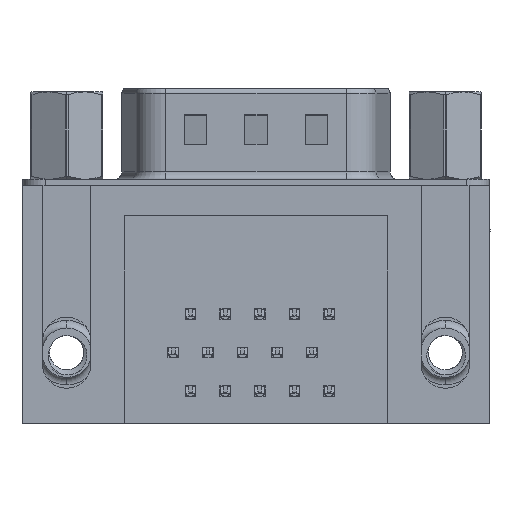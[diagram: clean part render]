
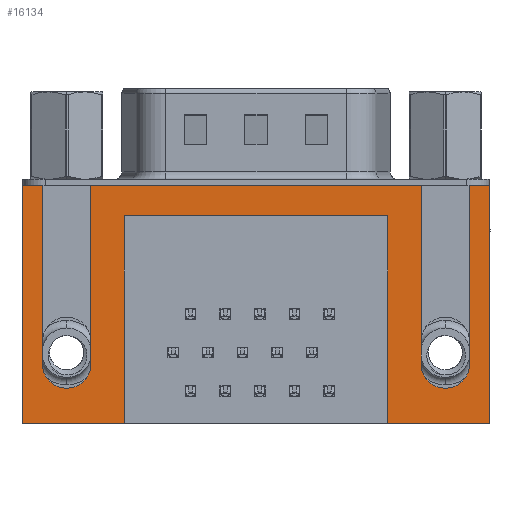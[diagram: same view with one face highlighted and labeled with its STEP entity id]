
A CAD part, front view. The second image highlights one B-rep face of the part: STEP entity #16134.
In plain terms, the highlighted planar face has unit normal (0, -1, 0).
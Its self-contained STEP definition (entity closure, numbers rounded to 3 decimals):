
#68 = VECTOR ( 'NONE', #25934, 1000. ) ;
#196 = CIRCLE ( 'NONE', #6065, 1.6 ) ;
#338 = VERTEX_POINT ( 'NONE', #10788 ) ;
#420 = EDGE_CURVE ( 'NONE', #1863, #20752, #12510, .T. ) ;
#761 = DIRECTION ( 'NONE',  ( 0., 0., -1. ) ) ;
#1019 = ORIENTED_EDGE ( 'NONE', *, *, #8777, .F. ) ;
#1210 = CARTESIAN_POINT ( 'NONE',  ( -2.91, -6.275, -2.5 ) ) ;
#1217 = CARTESIAN_POINT ( 'NONE',  ( 1.6, -6.275, -11.78 ) ) ;
#1409 = FACE_OUTER_BOUND ( 'NONE', #13964, .T. ) ;
#1863 = VERTEX_POINT ( 'NONE', #1864 ) ;
#1864 = CARTESIAN_POINT ( 'NONE',  ( -1.6, -6.275, 0. ) ) ;
#1896 = ORIENTED_EDGE ( 'NONE', *, *, #8327, .T. ) ;
#2447 = CARTESIAN_POINT ( 'NONE',  ( 0., -6.275, -13.38 ) ) ;
#2975 = CARTESIAN_POINT ( 'NONE',  ( 23.39, -6.275, 0. ) ) ;
#3269 = VERTEX_POINT ( 'NONE', #10882 ) ;
#3286 = EDGE_CURVE ( 'NONE', #20752, #10528, #4671, .T. ) ;
#3294 = DIRECTION ( 'NONE',  ( 0., 0., -1. ) ) ;
#3468 = VECTOR ( 'NONE', #22626, 1000. ) ;
#3800 = EDGE_CURVE ( 'NONE', #21516, #25518, #15292, .T. ) ;
#3886 = ORIENTED_EDGE ( 'NONE', *, *, #17342, .F. ) ;
#3999 = EDGE_CURVE ( 'NONE', #5157, #22211, #22195, .T. ) ;
#4012 = CARTESIAN_POINT ( 'NONE',  ( -2.91, -6.275, 0. ) ) ;
#4456 = CARTESIAN_POINT ( 'NONE',  ( 3.79, -6.275, -2. ) ) ;
#4671 = CIRCLE ( 'NONE', #13512, 1.6 ) ;
#4694 = VECTOR ( 'NONE', #21994, 1000. ) ;
#5116 = CARTESIAN_POINT ( 'NONE',  ( 21.2, -6.275, -2. ) ) ;
#5118 = DIRECTION ( 'NONE',  ( 0., -1., 0. ) ) ;
#5157 = VERTEX_POINT ( 'NONE', #6920 ) ;
#5209 = EDGE_CURVE ( 'NONE', #7243, #18730, #22144, .T. ) ;
#5252 = ORIENTED_EDGE ( 'NONE', *, *, #16804, .F. ) ;
#5499 = VECTOR ( 'NONE', #17328, 1000. ) ;
#5863 = EDGE_CURVE ( 'NONE', #18730, #24201, #14328, .T. ) ;
#6052 = CARTESIAN_POINT ( 'NONE',  ( 27.9, -6.275, -2.5 ) ) ;
#6065 = AXIS2_PLACEMENT_3D ( 'NONE', #23614, #11598, #25608 ) ;
#6141 = LINE ( 'NONE', #7241, #5499 ) ;
#6386 = ORIENTED_EDGE ( 'NONE', *, *, #3286, .F. ) ;
#6825 = EDGE_CURVE ( 'NONE', #3269, #21992, #6141, .T. ) ;
#6920 = CARTESIAN_POINT ( 'NONE',  ( 21.2, -6.275, -2. ) ) ;
#6925 = ORIENTED_EDGE ( 'NONE', *, *, #6825, .F. ) ;
#7003 = CARTESIAN_POINT ( 'NONE',  ( 23.39, -6.275, 0. ) ) ;
#7197 = VECTOR ( 'NONE', #12275, 1000. ) ;
#7241 = CARTESIAN_POINT ( 'NONE',  ( 27.9, -6.275, -15.7 ) ) ;
#7243 = VERTEX_POINT ( 'NONE', #2975 ) ;
#7261 = CARTESIAN_POINT ( 'NONE',  ( 26.59, -6.275, -11.78 ) ) ;
#7312 = DIRECTION ( 'NONE',  ( 1., 0., 0. ) ) ;
#7869 = CARTESIAN_POINT ( 'NONE',  ( 24.99, -6.275, -13.38 ) ) ;
#8067 = VERTEX_POINT ( 'NONE', #13390 ) ;
#8270 = LINE ( 'NONE', #6052, #12953 ) ;
#8327 = EDGE_CURVE ( 'NONE', #338, #8067, #8270, .T. ) ;
#8395 = ORIENTED_EDGE ( 'NONE', *, *, #14261, .F. ) ;
#8469 = CARTESIAN_POINT ( 'NONE',  ( 26.59, -6.275, 0. ) ) ;
#8579 = DIRECTION ( 'NONE',  ( -1., 0., 0. ) ) ;
#8777 = EDGE_CURVE ( 'NONE', #10528, #25161, #14837, .T. ) ;
#8957 = DIRECTION ( 'NONE',  ( 0., -1., 0. ) ) ;
#9254 = DIRECTION ( 'NONE',  ( 0., 0., 1. ) ) ;
#9286 = PLANE ( 'NONE',  #25861 ) ;
#9806 = ORIENTED_EDGE ( 'NONE', *, *, #5209, .F. ) ;
#9912 = EDGE_CURVE ( 'NONE', #24722, #7243, #15500, .T. ) ;
#10240 = EDGE_CURVE ( 'NONE', #338, #23722, #15179, .T. ) ;
#10477 = VECTOR ( 'NONE', #21703, 1000. ) ;
#10528 = VERTEX_POINT ( 'NONE', #2447 ) ;
#10701 = CARTESIAN_POINT ( 'NONE',  ( 24.99, -6.275, -11.78 ) ) ;
#10788 = CARTESIAN_POINT ( 'NONE',  ( 27.9, -6.275, -15.7 ) ) ;
#10882 = CARTESIAN_POINT ( 'NONE',  ( 3.79, -6.275, -15.7 ) ) ;
#11170 = CARTESIAN_POINT ( 'NONE',  ( -1.6, -6.275, -11.78 ) ) ;
#11598 = DIRECTION ( 'NONE',  ( 0., -1., 0. ) ) ;
#11702 = CARTESIAN_POINT ( 'NONE',  ( 27.9, -6.275, -15.7 ) ) ;
#11846 = CARTESIAN_POINT ( 'NONE',  ( 1.6, -6.275, 0. ) ) ;
#12096 = VECTOR ( 'NONE', #18991, 1000. ) ;
#12162 = ORIENTED_EDGE ( 'NONE', *, *, #420, .F. ) ;
#12267 = EDGE_CURVE ( 'NONE', #25518, #8067, #23881, .T. ) ;
#12275 = DIRECTION ( 'NONE',  ( 0., 0., -1. ) ) ;
#12361 = CARTESIAN_POINT ( 'NONE',  ( -1.6, -6.275, 0. ) ) ;
#12510 = LINE ( 'NONE', #12361, #7197 ) ;
#12697 = DIRECTION ( 'NONE',  ( 0., 0., 1. ) ) ;
#12766 = CARTESIAN_POINT ( 'NONE',  ( -2.91, -6.275, 0. ) ) ;
#12953 = VECTOR ( 'NONE', #20055, 1000. ) ;
#13130 = ORIENTED_EDGE ( 'NONE', *, *, #10240, .F. ) ;
#13209 = VECTOR ( 'NONE', #7312, 1000. ) ;
#13390 = CARTESIAN_POINT ( 'NONE',  ( 27.9, -6.275, 0. ) ) ;
#13512 = AXIS2_PLACEMENT_3D ( 'NONE', #20955, #8957, #22966 ) ;
#13539 = ORIENTED_EDGE ( 'NONE', *, *, #25407, .F. ) ;
#13964 = EDGE_LOOP ( 'NONE', ( #22919, #8395, #21254, #9806, #17600, #3886, #1019, #6386, #12162, #13539, #14653, #6925, #17427, #25097, #5252, #13130, #1896, #19762 ) ) ;
#14261 = EDGE_CURVE ( 'NONE', #24201, #21516, #196, .T. ) ;
#14328 = CIRCLE ( 'NONE', #23453, 1.6 ) ;
#14653 = ORIENTED_EDGE ( 'NONE', *, *, #23770, .F. ) ;
#14799 = DIRECTION ( 'NONE',  ( 1., 0., 0. ) ) ;
#14837 = CIRCLE ( 'NONE', #22256, 1.6 ) ;
#15179 = LINE ( 'NONE', #11702, #10477 ) ;
#15292 = LINE ( 'NONE', #20144, #25311 ) ;
#15330 = DIRECTION ( 'NONE',  ( 0., -1., 0. ) ) ;
#15500 = LINE ( 'NONE', #12766, #16135 ) ;
#15586 = VECTOR ( 'NONE', #9254, 1000. ) ;
#16134 = ADVANCED_FACE ( 'NONE', ( #1409 ), #9286, .T. ) ;
#16135 = VECTOR ( 'NONE', #14799, 1000. ) ;
#16185 = VECTOR ( 'NONE', #761, 1000. ) ;
#16804 = EDGE_CURVE ( 'NONE', #23722, #5157, #20926, .T. ) ;
#16867 = VECTOR ( 'NONE', #8579, 1000. ) ;
#17132 = CARTESIAN_POINT ( 'NONE',  ( 0., -6.275, -11.78 ) ) ;
#17328 = DIRECTION ( 'NONE',  ( -1., 0., 0. ) ) ;
#17342 = EDGE_CURVE ( 'NONE', #25161, #24722, #21524, .T. ) ;
#17427 = ORIENTED_EDGE ( 'NONE', *, *, #19930, .F. ) ;
#17578 = CARTESIAN_POINT ( 'NONE',  ( 3.79, -6.275, -2. ) ) ;
#17600 = ORIENTED_EDGE ( 'NONE', *, *, #9912, .F. ) ;
#18588 = CARTESIAN_POINT ( 'NONE',  ( -2.91, -6.275, -2.5 ) ) ;
#18730 = VERTEX_POINT ( 'NONE', #22150 ) ;
#18991 = DIRECTION ( 'NONE',  ( 0., 0., -1. ) ) ;
#19119 = DIRECTION ( 'NONE',  ( 0., 0., -1. ) ) ;
#19762 = ORIENTED_EDGE ( 'NONE', *, *, #12267, .F. ) ;
#19930 = EDGE_CURVE ( 'NONE', #22211, #3269, #22157, .T. ) ;
#20055 = DIRECTION ( 'NONE',  ( 0., 0., 1. ) ) ;
#20144 = CARTESIAN_POINT ( 'NONE',  ( 26.59, -6.275, 0. ) ) ;
#20676 = LINE ( 'NONE', #4012, #4694 ) ;
#20752 = VERTEX_POINT ( 'NONE', #11170 ) ;
#20926 = LINE ( 'NONE', #5116, #15586 ) ;
#20955 = CARTESIAN_POINT ( 'NONE',  ( 0., -6.275, -11.78 ) ) ;
#21254 = ORIENTED_EDGE ( 'NONE', *, *, #5863, .F. ) ;
#21516 = VERTEX_POINT ( 'NONE', #7261 ) ;
#21524 = LINE ( 'NONE', #23945, #68 ) ;
#21703 = DIRECTION ( 'NONE',  ( -1., 0., 0. ) ) ;
#21992 = VERTEX_POINT ( 'NONE', #24934 ) ;
#21994 = DIRECTION ( 'NONE',  ( 1., 0., 0. ) ) ;
#22144 = LINE ( 'NONE', #7003, #12096 ) ;
#22150 = CARTESIAN_POINT ( 'NONE',  ( 23.39, -6.275, -11.78 ) ) ;
#22157 = LINE ( 'NONE', #24888, #16185 ) ;
#22195 = LINE ( 'NONE', #4456, #16867 ) ;
#22211 = VERTEX_POINT ( 'NONE', #17578 ) ;
#22256 = AXIS2_PLACEMENT_3D ( 'NONE', #17132, #5118, #19119 ) ;
#22540 = CARTESIAN_POINT ( 'NONE',  ( 21.2, -6.275, -15.7 ) ) ;
#22626 = DIRECTION ( 'NONE',  ( 0., 0., 1. ) ) ;
#22919 = ORIENTED_EDGE ( 'NONE', *, *, #3800, .F. ) ;
#22933 = LINE ( 'NONE', #18588, #3468 ) ;
#22966 = DIRECTION ( 'NONE',  ( 0., 0., -1. ) ) ;
#23078 = CARTESIAN_POINT ( 'NONE',  ( -2.91, -6.275, 0. ) ) ;
#23108 = VERTEX_POINT ( 'NONE', #23078 ) ;
#23453 = AXIS2_PLACEMENT_3D ( 'NONE', #10701, #24715, #12697 ) ;
#23614 = CARTESIAN_POINT ( 'NONE',  ( 24.99, -6.275, -11.78 ) ) ;
#23722 = VERTEX_POINT ( 'NONE', #22540 ) ;
#23770 = EDGE_CURVE ( 'NONE', #21992, #23108, #22933, .T. ) ;
#23881 = LINE ( 'NONE', #25257, #13209 ) ;
#23945 = CARTESIAN_POINT ( 'NONE',  ( 1.6, -6.275, 0. ) ) ;
#24175 = DIRECTION ( 'NONE',  ( 0., 0., 1. ) ) ;
#24201 = VERTEX_POINT ( 'NONE', #7869 ) ;
#24715 = DIRECTION ( 'NONE',  ( 0., -1., 0. ) ) ;
#24722 = VERTEX_POINT ( 'NONE', #11846 ) ;
#24888 = CARTESIAN_POINT ( 'NONE',  ( 3.79, -6.275, -2. ) ) ;
#24934 = CARTESIAN_POINT ( 'NONE',  ( -2.91, -6.275, -15.7 ) ) ;
#25097 = ORIENTED_EDGE ( 'NONE', *, *, #3999, .F. ) ;
#25161 = VERTEX_POINT ( 'NONE', #1217 ) ;
#25257 = CARTESIAN_POINT ( 'NONE',  ( -2.91, -6.275, 0. ) ) ;
#25311 = VECTOR ( 'NONE', #24175, 1000. ) ;
#25407 = EDGE_CURVE ( 'NONE', #23108, #1863, #20676, .T. ) ;
#25518 = VERTEX_POINT ( 'NONE', #8469 ) ;
#25608 = DIRECTION ( 'NONE',  ( 0., 0., 1. ) ) ;
#25861 = AXIS2_PLACEMENT_3D ( 'NONE', #1210, #15330, #3294 ) ;
#25934 = DIRECTION ( 'NONE',  ( 0., 0., 1. ) ) ;
